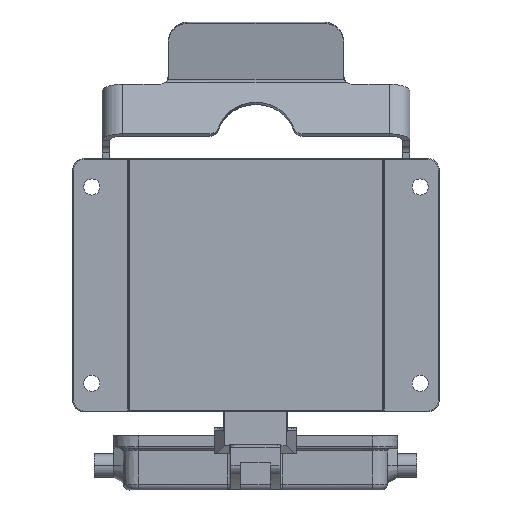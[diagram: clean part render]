
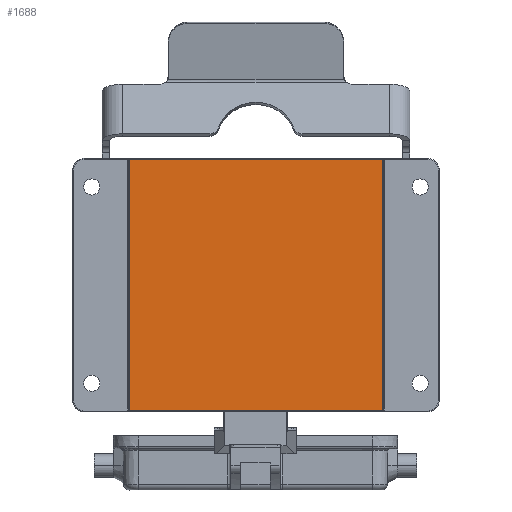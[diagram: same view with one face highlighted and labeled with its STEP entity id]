
A CAD part, front view. The second image highlights one B-rep face of the part: STEP entity #1688.
In plain terms, the highlighted planar face has unit normal (0, -1, 0).
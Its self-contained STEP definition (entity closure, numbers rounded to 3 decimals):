
#799=FACE_OUTER_BOUND('',#5899,.T.);
#1688=ADVANCED_FACE('',(#799),#2546,.T.);
#2546=PLANE('',#16210);
#3574=LINE('',#23493,#4704);
#3575=LINE('',#23500,#4705);
#3576=LINE('',#23502,#4706);
#3577=LINE('',#23504,#4707);
#4704=VECTOR('',#18162,1.);
#4705=VECTOR('',#18165,1.);
#4706=VECTOR('',#18166,1.);
#4707=VECTOR('',#18167,1.);
#5899=EDGE_LOOP('',(#7424,#7425,#7426,#7427));
#7424=ORIENTED_EDGE('',*,*,#13387,.T.);
#7425=ORIENTED_EDGE('',*,*,#13388,.T.);
#7426=ORIENTED_EDGE('',*,*,#13389,.T.);
#7427=ORIENTED_EDGE('',*,*,#13385,.T.);
#11776=VERTEX_POINT('',#23492);
#11777=VERTEX_POINT('',#23494);
#11778=VERTEX_POINT('',#23501);
#11779=VERTEX_POINT('',#23503);
#13385=EDGE_CURVE('',#11777,#11776,#3574,.T.);
#13387=EDGE_CURVE('',#11776,#11778,#3575,.T.);
#13388=EDGE_CURVE('',#11778,#11779,#3576,.T.);
#13389=EDGE_CURVE('',#11779,#11777,#3577,.T.);
#16210=AXIS2_PLACEMENT_3D('',#23505,#18168,#18169);
#18162=DIRECTION('',(0.,0.,-1.));
#18165=DIRECTION('',(1.,0.,0.));
#18166=DIRECTION('',(0.,0.,1.));
#18167=DIRECTION('',(-1.,0.,0.));
#18168=DIRECTION('',(0.,-1.,0.));
#18169=DIRECTION('',(1.,0.,0.));
#23492=CARTESIAN_POINT('',(-43.2,-34.026,-7.901));
#23493=CARTESIAN_POINT('',(-43.2,-34.026,77.954));
#23494=CARTESIAN_POINT('',(-43.2,-34.026,77.954));
#23500=CARTESIAN_POINT('',(-43.2,-34.026,-7.901));
#23501=CARTESIAN_POINT('',(43.2,-34.026,-7.901));
#23502=CARTESIAN_POINT('',(43.2,-34.026,-7.901));
#23503=CARTESIAN_POINT('',(43.2,-34.026,77.954));
#23504=CARTESIAN_POINT('',(43.2,-34.026,77.954));
#23505=CARTESIAN_POINT('',(0.,-34.026,35.026));
